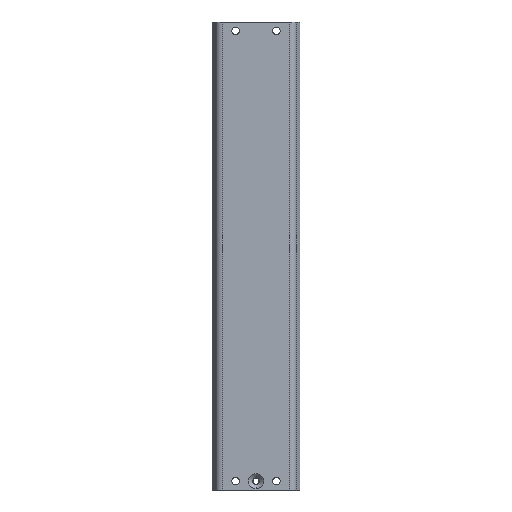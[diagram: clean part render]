
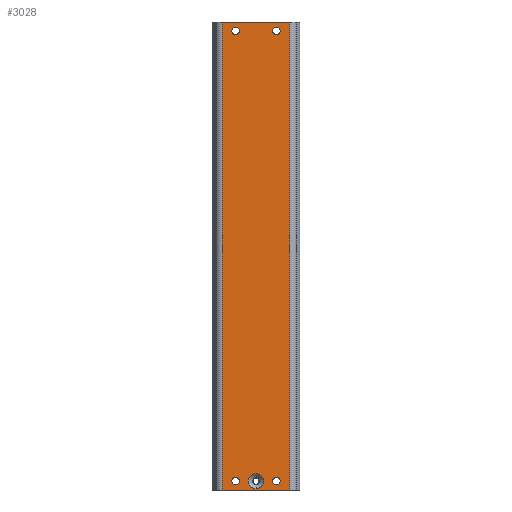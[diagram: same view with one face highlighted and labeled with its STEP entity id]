
A CAD part, left-side view. The second image highlights one B-rep face of the part: STEP entity #3028.
In plain terms, the highlighted planar face has unit normal (-1, 0, 0).
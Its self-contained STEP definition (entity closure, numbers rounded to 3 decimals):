
#21 = VERTEX_POINT ( 'NONE', #3365 ) ;
#44 = CARTESIAN_POINT ( 'NONE',  ( 0., 28.779, -400. ) ) ;
#61 = EDGE_CURVE ( 'NONE', #2682, #4315, #3011, .T. ) ;
#71 = ORIENTED_EDGE ( 'NONE', *, *, #61, .F. ) ;
#80 = CIRCLE ( 'NONE', #2651, 6.5 ) ;
#86 = CARTESIAN_POINT ( 'NONE',  ( 0., 28.779, 0. ) ) ;
#110 = ORIENTED_EDGE ( 'NONE', *, *, #3273, .T. ) ;
#116 = VERTEX_POINT ( 'NONE', #3766 ) ;
#129 = EDGE_CURVE ( 'NONE', #1643, #116, #2257, .T. ) ;
#148 = CIRCLE ( 'NONE', #1443, 3.2 ) ;
#198 = CARTESIAN_POINT ( 'NONE',  ( 0., -17.5, -392.5 ) ) ;
#227 = DIRECTION ( 'NONE',  ( 0., 0., 1. ) ) ;
#228 = EDGE_LOOP ( 'NONE', ( #2235, #739 ) ) ;
#275 = CARTESIAN_POINT ( 'NONE',  ( 0., -28.779, -400. ) ) ;
#353 = VERTEX_POINT ( 'NONE', #698 ) ;
#368 = VECTOR ( 'NONE', #1869, 1000. ) ;
#389 = DIRECTION ( 'NONE',  ( 0., -1., 0. ) ) ;
#390 = ORIENTED_EDGE ( 'NONE', *, *, #3018, .T. ) ;
#395 = VERTEX_POINT ( 'NONE', #3622 ) ;
#555 = CARTESIAN_POINT ( 'NONE',  ( 0., 0., -392.5 ) ) ;
#578 = FACE_BOUND ( 'NONE', #966, .T. ) ;
#603 = CARTESIAN_POINT ( 'NONE',  ( 0., -17.5, -392.5 ) ) ;
#649 = EDGE_LOOP ( 'NONE', ( #1487, #71, #1637, #1797 ) ) ;
#698 = CARTESIAN_POINT ( 'NONE',  ( 0., -17.5, -4.3 ) ) ;
#704 = AXIS2_PLACEMENT_3D ( 'NONE', #3081, #1220, #3767 ) ;
#739 = ORIENTED_EDGE ( 'NONE', *, *, #3642, .T. ) ;
#740 = CARTESIAN_POINT ( 'NONE',  ( 0., 17.5, -392.5 ) ) ;
#770 = EDGE_CURVE ( 'NONE', #353, #2531, #4387, .T. ) ;
#779 = VECTOR ( 'NONE', #2894, 1000. ) ;
#804 = LINE ( 'NONE', #44, #779 ) ;
#866 = DIRECTION ( 'NONE',  ( 0., 0., -1. ) ) ;
#886 = EDGE_CURVE ( 'NONE', #4617, #1299, #1346, .T. ) ;
#955 = PLANE ( 'NONE',  #704 ) ;
#966 = EDGE_LOOP ( 'NONE', ( #390, #3498 ) ) ;
#1000 = ORIENTED_EDGE ( 'NONE', *, *, #2462, .F. ) ;
#1002 = CARTESIAN_POINT ( 'NONE',  ( 0., 17.5, -7.5 ) ) ;
#1042 = CARTESIAN_POINT ( 'NONE',  ( 0., 0., -392.5 ) ) ;
#1131 = AXIS2_PLACEMENT_3D ( 'NONE', #4119, #2776, #1673 ) ;
#1137 = DIRECTION ( 'NONE',  ( 0., 0., -1. ) ) ;
#1185 = DIRECTION ( 'NONE',  ( 1., 0., 0. ) ) ;
#1220 = DIRECTION ( 'NONE',  ( -1., 0., 0. ) ) ;
#1230 = EDGE_CURVE ( 'NONE', #2531, #353, #2569, .T. ) ;
#1273 = EDGE_CURVE ( 'NONE', #2578, #2538, #148, .T. ) ;
#1299 = VERTEX_POINT ( 'NONE', #3819 ) ;
#1312 = CIRCLE ( 'NONE', #2524, 3.2 ) ;
#1346 = LINE ( 'NONE', #275, #1665 ) ;
#1443 = AXIS2_PLACEMENT_3D ( 'NONE', #603, #2025, #2047 ) ;
#1470 = ORIENTED_EDGE ( 'NONE', *, *, #3346, .F. ) ;
#1487 = ORIENTED_EDGE ( 'NONE', *, *, #4434, .F. ) ;
#1499 = CARTESIAN_POINT ( 'NONE',  ( 0., 17.5, -392.5 ) ) ;
#1538 = CARTESIAN_POINT ( 'NONE',  ( 0., -17.5, -389.3 ) ) ;
#1576 = FACE_OUTER_BOUND ( 'NONE', #649, .T. ) ;
#1611 = AXIS2_PLACEMENT_3D ( 'NONE', #555, #4156, #1668 ) ;
#1637 = ORIENTED_EDGE ( 'NONE', *, *, #3648, .T. ) ;
#1643 = VERTEX_POINT ( 'NONE', #4022 ) ;
#1648 = DIRECTION ( 'NONE',  ( 0., 0., 1. ) ) ;
#1665 = VECTOR ( 'NONE', #227, 1000. ) ;
#1668 = DIRECTION ( 'NONE',  ( 0., 0., 1. ) ) ;
#1673 = DIRECTION ( 'NONE',  ( 0., 0., -1. ) ) ;
#1797 = ORIENTED_EDGE ( 'NONE', *, *, #886, .T. ) ;
#1807 = DIRECTION ( 'NONE',  ( 0., 0., 1. ) ) ;
#1869 = DIRECTION ( 'NONE',  ( 0., 0., 1. ) ) ;
#2025 = DIRECTION ( 'NONE',  ( 1., 0., 0. ) ) ;
#2046 = FACE_BOUND ( 'NONE', #228, .T. ) ;
#2047 = DIRECTION ( 'NONE',  ( 0., 0., 1. ) ) ;
#2145 = CIRCLE ( 'NONE', #2734, 3.2 ) ;
#2151 = VECTOR ( 'NONE', #389, 1000. ) ;
#2200 = VERTEX_POINT ( 'NONE', #3737 ) ;
#2234 = CARTESIAN_POINT ( 'NONE',  ( 0., 28.779, -400. ) ) ;
#2235 = ORIENTED_EDGE ( 'NONE', *, *, #129, .T. ) ;
#2257 = CIRCLE ( 'NONE', #3759, 3.2 ) ;
#2292 = ORIENTED_EDGE ( 'NONE', *, *, #1230, .T. ) ;
#2329 = DIRECTION ( 'NONE',  ( 0., 0., -1. ) ) ;
#2363 = CIRCLE ( 'NONE', #3571, 3.2 ) ;
#2446 = DIRECTION ( 'NONE',  ( 1., 0., 0. ) ) ;
#2462 = EDGE_CURVE ( 'NONE', #395, #2909, #80, .T. ) ;
#2524 = AXIS2_PLACEMENT_3D ( 'NONE', #1002, #2446, #3888 ) ;
#2531 = VERTEX_POINT ( 'NONE', #4005 ) ;
#2538 = VERTEX_POINT ( 'NONE', #4366 ) ;
#2569 = CIRCLE ( 'NONE', #1131, 3.2 ) ;
#2578 = VERTEX_POINT ( 'NONE', #1538 ) ;
#2585 = CIRCLE ( 'NONE', #1611, 6.5 ) ;
#2586 = DIRECTION ( 'NONE',  ( 0., 0., -1. ) ) ;
#2630 = CARTESIAN_POINT ( 'NONE',  ( 0., 28.779, 0. ) ) ;
#2651 = AXIS2_PLACEMENT_3D ( 'NONE', #1042, #4675, #1807 ) ;
#2661 = CIRCLE ( 'NONE', #3493, 3.2 ) ;
#2670 = CARTESIAN_POINT ( 'NONE',  ( 0., -17.5, -7.5 ) ) ;
#2682 = VERTEX_POINT ( 'NONE', #2234 ) ;
#2734 = AXIS2_PLACEMENT_3D ( 'NONE', #198, #3839, #1648 ) ;
#2776 = DIRECTION ( 'NONE',  ( 1., 0., 0. ) ) ;
#2815 = CARTESIAN_POINT ( 'NONE',  ( 0., 0., -386. ) ) ;
#2894 = DIRECTION ( 'NONE',  ( 0., -1., 0. ) ) ;
#2909 = VERTEX_POINT ( 'NONE', #2815 ) ;
#3011 = LINE ( 'NONE', #3325, #368 ) ;
#3018 = EDGE_CURVE ( 'NONE', #2538, #2578, #2145, .T. ) ;
#3028 = ADVANCED_FACE ( 'NONE', ( #3414, #578, #4187, #2046, #3483, #1576 ), #955, .T. ) ;
#3081 = CARTESIAN_POINT ( 'NONE',  ( 0., 28.779, -400. ) ) ;
#3273 = EDGE_CURVE ( 'NONE', #21, #2200, #2363, .T. ) ;
#3302 = EDGE_CURVE ( 'NONE', #2200, #21, #2661, .T. ) ;
#3325 = CARTESIAN_POINT ( 'NONE',  ( 0., 28.779, -400. ) ) ;
#3346 = EDGE_CURVE ( 'NONE', #2909, #395, #2585, .T. ) ;
#3365 = CARTESIAN_POINT ( 'NONE',  ( 0., 17.5, -395.7 ) ) ;
#3414 = FACE_BOUND ( 'NONE', #3936, .T. ) ;
#3479 = CARTESIAN_POINT ( 'NONE',  ( 0., -28.779, -400. ) ) ;
#3483 = FACE_BOUND ( 'NONE', #4495, .T. ) ;
#3493 = AXIS2_PLACEMENT_3D ( 'NONE', #1499, #4396, #1137 ) ;
#3498 = ORIENTED_EDGE ( 'NONE', *, *, #1273, .T. ) ;
#3524 = DIRECTION ( 'NONE',  ( 1., 0., 0. ) ) ;
#3571 = AXIS2_PLACEMENT_3D ( 'NONE', #740, #1185, #2586 ) ;
#3622 = CARTESIAN_POINT ( 'NONE',  ( 0., 0., -399. ) ) ;
#3642 = EDGE_CURVE ( 'NONE', #116, #1643, #1312, .T. ) ;
#3648 = EDGE_CURVE ( 'NONE', #2682, #4617, #804, .T. ) ;
#3665 = EDGE_LOOP ( 'NONE', ( #110, #4002 ) ) ;
#3737 = CARTESIAN_POINT ( 'NONE',  ( 0., 17.5, -389.3 ) ) ;
#3759 = AXIS2_PLACEMENT_3D ( 'NONE', #4659, #3524, #2329 ) ;
#3766 = CARTESIAN_POINT ( 'NONE',  ( 0., 17.5, -4.3 ) ) ;
#3767 = DIRECTION ( 'NONE',  ( 0., 0., 1. ) ) ;
#3819 = CARTESIAN_POINT ( 'NONE',  ( 0., -28.779, 0. ) ) ;
#3824 = ORIENTED_EDGE ( 'NONE', *, *, #770, .T. ) ;
#3839 = DIRECTION ( 'NONE',  ( 1., 0., 0. ) ) ;
#3888 = DIRECTION ( 'NONE',  ( 0., 0., -1. ) ) ;
#3936 = EDGE_LOOP ( 'NONE', ( #1470, #1000 ) ) ;
#4002 = ORIENTED_EDGE ( 'NONE', *, *, #3302, .T. ) ;
#4005 = CARTESIAN_POINT ( 'NONE',  ( 0., -17.5, -10.7 ) ) ;
#4015 = LINE ( 'NONE', #2630, #2151 ) ;
#4022 = CARTESIAN_POINT ( 'NONE',  ( 0., 17.5, -10.7 ) ) ;
#4119 = CARTESIAN_POINT ( 'NONE',  ( 0., -17.5, -7.5 ) ) ;
#4123 = DIRECTION ( 'NONE',  ( 1., 0., 0. ) ) ;
#4156 = DIRECTION ( 'NONE',  ( -1., 0., 0. ) ) ;
#4187 = FACE_BOUND ( 'NONE', #3665, .T. ) ;
#4315 = VERTEX_POINT ( 'NONE', #86 ) ;
#4366 = CARTESIAN_POINT ( 'NONE',  ( 0., -17.5, -395.7 ) ) ;
#4387 = CIRCLE ( 'NONE', #4693, 3.2 ) ;
#4396 = DIRECTION ( 'NONE',  ( 1., 0., 0. ) ) ;
#4434 = EDGE_CURVE ( 'NONE', #4315, #1299, #4015, .T. ) ;
#4495 = EDGE_LOOP ( 'NONE', ( #2292, #3824 ) ) ;
#4617 = VERTEX_POINT ( 'NONE', #3479 ) ;
#4659 = CARTESIAN_POINT ( 'NONE',  ( 0., 17.5, -7.5 ) ) ;
#4675 = DIRECTION ( 'NONE',  ( -1., 0., 0. ) ) ;
#4693 = AXIS2_PLACEMENT_3D ( 'NONE', #2670, #4123, #866 ) ;
